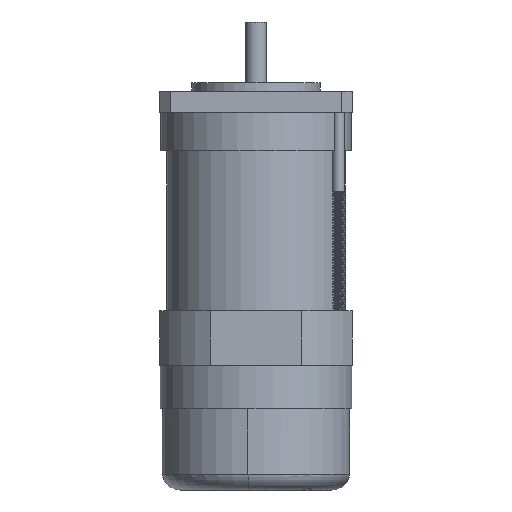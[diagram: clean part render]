
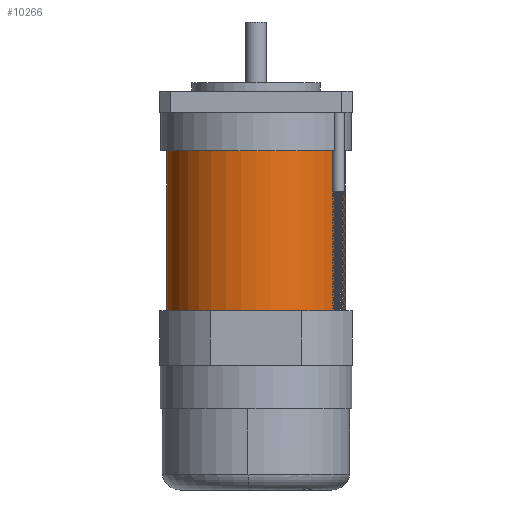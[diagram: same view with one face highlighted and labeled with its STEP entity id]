
A CAD part, front view. The second image highlights one B-rep face of the part: STEP entity #10266.
In plain terms, the highlighted cylindrical face has radius 26.5 mm (diameter 53 mm), a partial arc.
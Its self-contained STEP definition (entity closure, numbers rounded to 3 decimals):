
#366 = VERTEX_POINT ( 'NONE', #16109 ) ;
#1108 = VECTOR ( 'NONE', #31091, 1000. ) ;
#1142 = LINE ( 'NONE', #72641, #1108 ) ;
#2943 = DIRECTION ( 'NONE',  ( 0., 0., -1. ) ) ;
#4775 = CARTESIAN_POINT ( 'NONE',  ( 69.452, 24.249, 93.993 ) ) ;
#5101 = DIRECTION ( 'NONE',  ( 1., 0., 0. ) ) ;
#6615 = ORIENTED_EDGE ( 'NONE', *, *, #64167, .F. ) ;
#8023 = DIRECTION ( 'NONE',  ( -1., 0., 0. ) ) ;
#10266 = ADVANCED_FACE ( 'NONE', ( #40163 ), #40541, .T. ) ;
#16109 = CARTESIAN_POINT ( 'NONE',  ( 16.452, 24.249, 141.593 ) ) ;
#16361 = DIRECTION ( 'NONE',  ( -1., 0., 0. ) ) ;
#16905 = DIRECTION ( 'NONE',  ( 0., 0., 1. ) ) ;
#16973 = CARTESIAN_POINT ( 'NONE',  ( 69.452, 24.249, 93.993 ) ) ;
#20098 = EDGE_CURVE ( 'NONE', #37538, #366, #53503, .T. ) ;
#22637 = CARTESIAN_POINT ( 'NONE',  ( 69.452, 24.249, 141.593 ) ) ;
#24725 = EDGE_LOOP ( 'NONE', ( #50656, #6615, #50118, #47911 ) ) ;
#30805 = AXIS2_PLACEMENT_3D ( 'NONE', #57298, #2943, #16361 ) ;
#30826 = VERTEX_POINT ( 'NONE', #32459 ) ;
#31091 = DIRECTION ( 'NONE',  ( 0., 0., 1. ) ) ;
#32459 = CARTESIAN_POINT ( 'NONE',  ( 16.452, 24.249, 93.993 ) ) ;
#33182 = DIRECTION ( 'NONE',  ( 0., 0., -1. ) ) ;
#37538 = VERTEX_POINT ( 'NONE', #22637 ) ;
#40163 = FACE_OUTER_BOUND ( 'NONE', #24725, .T. ) ;
#40541 = CYLINDRICAL_SURFACE ( 'NONE', #72156, 26.5 ) ;
#40826 = AXIS2_PLACEMENT_3D ( 'NONE', #56059, #33182, #8023 ) ;
#43300 = CIRCLE ( 'NONE', #40826, 26.5 ) ;
#45287 = CARTESIAN_POINT ( 'NONE',  ( 42.952, 24.249, 93.993 ) ) ;
#47911 = ORIENTED_EDGE ( 'NONE', *, *, #20098, .T. ) ;
#50118 = ORIENTED_EDGE ( 'NONE', *, *, #69879, .T. ) ;
#50656 = ORIENTED_EDGE ( 'NONE', *, *, #59821, .F. ) ;
#50805 = VERTEX_POINT ( 'NONE', #16973 ) ;
#53503 = CIRCLE ( 'NONE', #30805, 26.5 ) ;
#56059 = CARTESIAN_POINT ( 'NONE',  ( 42.952, 24.249, 93.993 ) ) ;
#56930 = VECTOR ( 'NONE', #58260, 1000. ) ;
#57298 = CARTESIAN_POINT ( 'NONE',  ( 42.952, 24.249, 141.593 ) ) ;
#58260 = DIRECTION ( 'NONE',  ( 0., 0., 1. ) ) ;
#59821 = EDGE_CURVE ( 'NONE', #30826, #366, #1142, .T. ) ;
#64092 = LINE ( 'NONE', #4775, #56930 ) ;
#64167 = EDGE_CURVE ( 'NONE', #50805, #30826, #43300, .T. ) ;
#69879 = EDGE_CURVE ( 'NONE', #50805, #37538, #64092, .T. ) ;
#72156 = AXIS2_PLACEMENT_3D ( 'NONE', #45287, #16905, #5101 ) ;
#72641 = CARTESIAN_POINT ( 'NONE',  ( 16.452, 24.249, 93.993 ) ) ;
